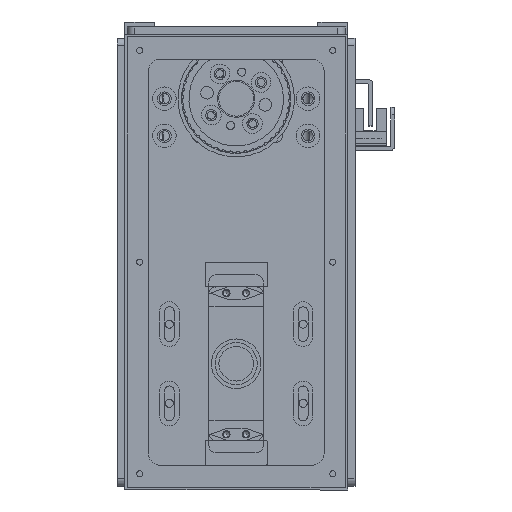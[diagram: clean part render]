
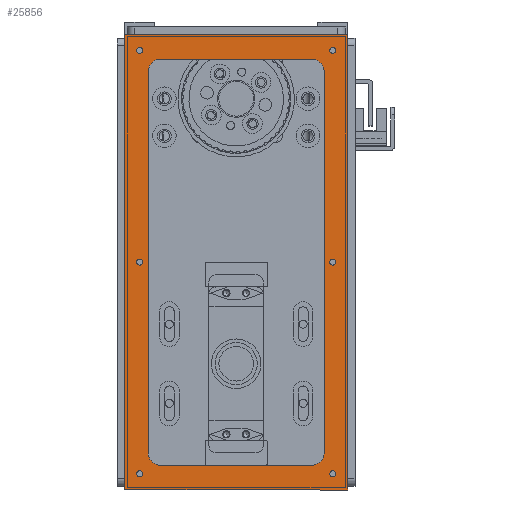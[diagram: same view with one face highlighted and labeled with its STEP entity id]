
A CAD part, left-side view. The second image highlights one B-rep face of the part: STEP entity #25856.
In plain terms, the highlighted face is planar.
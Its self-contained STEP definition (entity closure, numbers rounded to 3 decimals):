
#1033=FACE_BOUND('',#4488,.T.);
#1034=FACE_BOUND('',#4489,.T.);
#1035=FACE_BOUND('',#4490,.T.);
#1036=FACE_BOUND('',#4491,.T.);
#1037=FACE_BOUND('',#4492,.T.);
#1038=FACE_BOUND('',#4493,.T.);
#1039=FACE_BOUND('',#4494,.T.);
#1617=PLANE('',#28686);
#2728=FACE_OUTER_BOUND('',#4487,.T.);
#4487=EDGE_LOOP('',(#22130,#22131,#22132,#22133));
#4488=EDGE_LOOP('',(#22134));
#4489=EDGE_LOOP('',(#22135));
#4490=EDGE_LOOP('',(#22136));
#4491=EDGE_LOOP('',(#22137));
#4492=EDGE_LOOP('',(#22138));
#4493=EDGE_LOOP('',(#22139));
#4494=EDGE_LOOP('',(#22140,#22141,#22142,#22143,#22144,#22145,#22146,#22147));
#6484=LINE('',#43682,#8533);
#6490=LINE('',#43697,#8539);
#6494=LINE('',#43709,#8543);
#6497=LINE('',#43718,#8546);
#6574=LINE('',#43987,#8623);
#6578=LINE('',#43995,#8627);
#6581=LINE('',#44001,#8630);
#6584=LINE('',#44006,#8633);
#8533=VECTOR('',#35061,10.);
#8539=VECTOR('',#35075,10.);
#8543=VECTOR('',#35087,10.);
#8546=VECTOR('',#35098,10.);
#8623=VECTOR('',#35379,10.);
#8627=VECTOR('',#35385,10.);
#8630=VECTOR('',#35390,10.);
#8633=VECTOR('',#35395,10.);
#9979=CIRCLE('',#28565,5.);
#9981=CIRCLE('',#28569,5.);
#9983=CIRCLE('',#28573,5.);
#9985=CIRCLE('',#28577,5.);
#9999=CIRCLE('',#28599,1.23);
#10001=CIRCLE('',#28602,1.23);
#10003=CIRCLE('',#28605,1.23);
#10005=CIRCLE('',#28608,1.23);
#10007=CIRCLE('',#28611,1.23);
#10009=CIRCLE('',#28614,1.23);
#12293=VERTEX_POINT('',#43672);
#12294=VERTEX_POINT('',#43673);
#12297=VERTEX_POINT('',#43681);
#12299=VERTEX_POINT('',#43687);
#12300=VERTEX_POINT('',#43688);
#12303=VERTEX_POINT('',#43699);
#12304=VERTEX_POINT('',#43700);
#12307=VERTEX_POINT('',#43711);
#12321=VERTEX_POINT('',#43756);
#12323=VERTEX_POINT('',#43762);
#12325=VERTEX_POINT('',#43768);
#12327=VERTEX_POINT('',#43774);
#12329=VERTEX_POINT('',#43780);
#12331=VERTEX_POINT('',#43786);
#12397=VERTEX_POINT('',#43985);
#12398=VERTEX_POINT('',#43986);
#12401=VERTEX_POINT('',#43994);
#12403=VERTEX_POINT('',#44000);
#15590=EDGE_CURVE('',#12293,#12294,#9979,.T.);
#15594=EDGE_CURVE('',#12297,#12294,#6484,.T.);
#15597=EDGE_CURVE('',#12299,#12300,#9981,.T.);
#15602=EDGE_CURVE('',#12293,#12300,#6490,.T.);
#15603=EDGE_CURVE('',#12303,#12304,#9983,.T.);
#15608=EDGE_CURVE('',#12299,#12304,#6494,.T.);
#15609=EDGE_CURVE('',#12297,#12307,#9985,.T.);
#15613=EDGE_CURVE('',#12303,#12307,#6497,.T.);
#15632=EDGE_CURVE('',#12321,#12321,#9999,.T.);
#15635=EDGE_CURVE('',#12323,#12323,#10001,.T.);
#15638=EDGE_CURVE('',#12325,#12325,#10003,.T.);
#15641=EDGE_CURVE('',#12327,#12327,#10005,.T.);
#15644=EDGE_CURVE('',#12329,#12329,#10007,.T.);
#15647=EDGE_CURVE('',#12331,#12331,#10009,.T.);
#15746=EDGE_CURVE('',#12397,#12398,#6574,.T.);
#15750=EDGE_CURVE('',#12401,#12397,#6578,.T.);
#15753=EDGE_CURVE('',#12403,#12401,#6581,.T.);
#15756=EDGE_CURVE('',#12398,#12403,#6584,.T.);
#22130=ORIENTED_EDGE('',*,*,#15756,.F.);
#22131=ORIENTED_EDGE('',*,*,#15746,.F.);
#22132=ORIENTED_EDGE('',*,*,#15750,.F.);
#22133=ORIENTED_EDGE('',*,*,#15753,.F.);
#22134=ORIENTED_EDGE('',*,*,#15632,.T.);
#22135=ORIENTED_EDGE('',*,*,#15635,.T.);
#22136=ORIENTED_EDGE('',*,*,#15638,.T.);
#22137=ORIENTED_EDGE('',*,*,#15641,.T.);
#22138=ORIENTED_EDGE('',*,*,#15644,.T.);
#22139=ORIENTED_EDGE('',*,*,#15647,.T.);
#22140=ORIENTED_EDGE('',*,*,#15594,.T.);
#22141=ORIENTED_EDGE('',*,*,#15590,.F.);
#22142=ORIENTED_EDGE('',*,*,#15602,.T.);
#22143=ORIENTED_EDGE('',*,*,#15597,.F.);
#22144=ORIENTED_EDGE('',*,*,#15608,.T.);
#22145=ORIENTED_EDGE('',*,*,#15603,.F.);
#22146=ORIENTED_EDGE('',*,*,#15613,.T.);
#22147=ORIENTED_EDGE('',*,*,#15609,.F.);
#25856=ADVANCED_FACE('',(#2728,#1033,#1034,#1035,#1036,#1037,#1038,#1039),
#1617,.T.);
#28565=AXIS2_PLACEMENT_3D('',#43674,#35053,#35054);
#28569=AXIS2_PLACEMENT_3D('',#43689,#35066,#35067);
#28573=AXIS2_PLACEMENT_3D('',#43701,#35078,#35079);
#28577=AXIS2_PLACEMENT_3D('',#43712,#35090,#35091);
#28599=AXIS2_PLACEMENT_3D('',#43757,#35143,#35144);
#28602=AXIS2_PLACEMENT_3D('',#43763,#35150,#35151);
#28605=AXIS2_PLACEMENT_3D('',#43769,#35157,#35158);
#28608=AXIS2_PLACEMENT_3D('',#43775,#35164,#35165);
#28611=AXIS2_PLACEMENT_3D('',#43781,#35171,#35172);
#28614=AXIS2_PLACEMENT_3D('',#43787,#35178,#35179);
#28686=AXIS2_PLACEMENT_3D('',#44009,#35399,#35400);
#35053=DIRECTION('center_axis',(0.,0.,1.));
#35054=DIRECTION('ref_axis',(0.707,0.707,0.));
#35061=DIRECTION('',(1.,0.,0.));
#35066=DIRECTION('center_axis',(0.,0.,1.));
#35067=DIRECTION('ref_axis',(0.707,-0.707,0.));
#35075=DIRECTION('',(0.,-1.,0.));
#35078=DIRECTION('center_axis',(0.,0.,1.));
#35079=DIRECTION('ref_axis',(-0.707,-0.707,0.));
#35087=DIRECTION('',(-1.,0.,0.));
#35090=DIRECTION('center_axis',(0.,0.,1.));
#35091=DIRECTION('ref_axis',(-0.707,0.707,0.));
#35098=DIRECTION('',(0.,1.,0.));
#35143=DIRECTION('center_axis',(0.,0.,-1.));
#35144=DIRECTION('ref_axis',(1.,0.,0.));
#35150=DIRECTION('center_axis',(0.,0.,-1.));
#35151=DIRECTION('ref_axis',(1.,0.,0.));
#35157=DIRECTION('center_axis',(0.,0.,-1.));
#35158=DIRECTION('ref_axis',(1.,0.,0.));
#35164=DIRECTION('center_axis',(0.,0.,-1.));
#35165=DIRECTION('ref_axis',(1.,0.,0.));
#35171=DIRECTION('center_axis',(0.,0.,-1.));
#35172=DIRECTION('ref_axis',(1.,0.,0.));
#35178=DIRECTION('center_axis',(0.,0.,-1.));
#35179=DIRECTION('ref_axis',(1.,0.,0.));
#35379=DIRECTION('',(0.,1.,0.));
#35385=DIRECTION('',(-1.,0.,0.));
#35390=DIRECTION('',(0.,-1.,0.));
#35395=DIRECTION('',(1.,0.,0.));
#35399=DIRECTION('center_axis',(0.,0.,1.));
#35400=DIRECTION('ref_axis',(1.,0.,0.));
#43672=CARTESIAN_POINT('',(82.,30.5,0.));
#43673=CARTESIAN_POINT('',(77.,35.5,0.));
#43674=CARTESIAN_POINT('Origin',(77.,30.5,0.));
#43681=CARTESIAN_POINT('',(-77.,35.5,0.));
#43682=CARTESIAN_POINT('',(-41.,35.5,0.));
#43687=CARTESIAN_POINT('',(77.,-35.5,0.));
#43688=CARTESIAN_POINT('',(82.,-30.5,0.));
#43689=CARTESIAN_POINT('Origin',(77.,-30.5,0.));
#43697=CARTESIAN_POINT('',(82.,17.75,0.));
#43699=CARTESIAN_POINT('',(-82.,-30.5,0.));
#43700=CARTESIAN_POINT('',(-77.,-35.5,0.));
#43701=CARTESIAN_POINT('Origin',(-77.,-30.5,0.));
#43709=CARTESIAN_POINT('',(41.,-35.5,0.));
#43711=CARTESIAN_POINT('',(-82.,30.5,0.));
#43712=CARTESIAN_POINT('Origin',(-77.,30.5,0.));
#43718=CARTESIAN_POINT('',(-82.,-17.75,0.));
#43756=CARTESIAN_POINT('',(84.271,39.,0.));
#43757=CARTESIAN_POINT('Origin',(85.5,39.,0.));
#43762=CARTESIAN_POINT('',(-1.23,-39.,0.));
#43763=CARTESIAN_POINT('Origin',(0.,-39.,0.));
#43768=CARTESIAN_POINT('',(-86.73,39.,0.));
#43769=CARTESIAN_POINT('Origin',(-85.5,39.,0.));
#43774=CARTESIAN_POINT('',(-86.73,-39.,0.));
#43775=CARTESIAN_POINT('Origin',(-85.5,-39.,0.));
#43780=CARTESIAN_POINT('',(84.271,-39.,0.));
#43781=CARTESIAN_POINT('Origin',(85.5,-39.,0.));
#43786=CARTESIAN_POINT('',(-1.23,39.,0.));
#43787=CARTESIAN_POINT('Origin',(0.,39.,0.));
#43985=CARTESIAN_POINT('',(-92.,-45.,0.));
#43986=CARTESIAN_POINT('',(-92.,45.,0.));
#43987=CARTESIAN_POINT('',(-92.,-45.,0.));
#43994=CARTESIAN_POINT('',(92.,-45.,0.));
#43995=CARTESIAN_POINT('',(92.,-45.,0.));
#44000=CARTESIAN_POINT('',(92.,45.,0.));
#44001=CARTESIAN_POINT('',(92.,45.,0.));
#44006=CARTESIAN_POINT('',(-92.,45.,0.));
#44009=CARTESIAN_POINT('Origin',(0.,0.,
0.));
